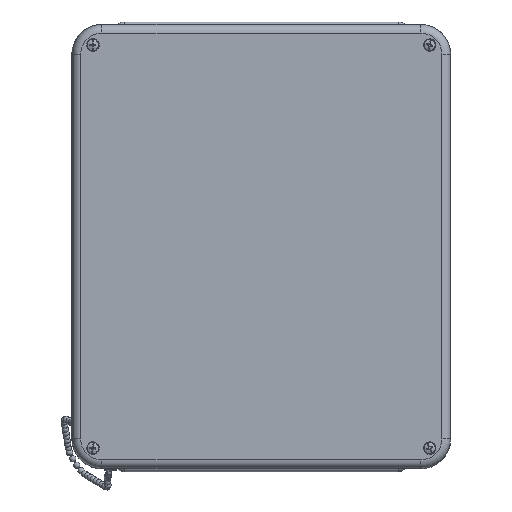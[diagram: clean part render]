
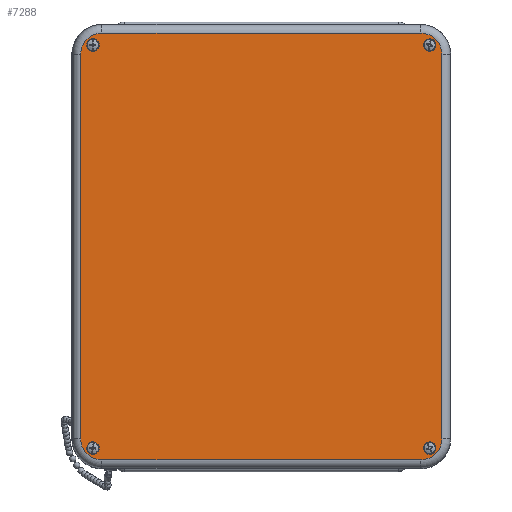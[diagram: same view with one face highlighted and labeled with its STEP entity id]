
A CAD part, top view. The second image highlights one B-rep face of the part: STEP entity #7288.
In plain terms, the highlighted planar face has unit normal (0, 0, 1).
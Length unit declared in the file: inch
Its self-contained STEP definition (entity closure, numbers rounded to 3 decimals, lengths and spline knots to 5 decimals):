
#589=LINE($,#13684,#905);
#591=LINE($,#13704,#907);
#594=LINE($,#13711,#910);
#596=LINE($,#13726,#912);
#905=VECTOR($,#9879,9.618);
#907=VECTOR($,#9903,11.598);
#910=VECTOR($,#9910,11.598);
#912=VECTOR($,#9930,9.618);
#1113=PLANE($,#8147);
#1293=FACE_BOUND($,#2447,.T.);
#1294=FACE_BOUND($,#2448,.T.);
#1295=FACE_BOUND($,#2449,.T.);
#1296=FACE_BOUND($,#2450,.T.);
#1878=FACE_OUTER_BOUND($,#2446,.T.);
#2446=EDGE_LOOP($,(#6020,#6021,#6022,#6023,#6024,#6025,#6026,#6027));
#2447=EDGE_LOOP($,(#6028));
#2448=EDGE_LOOP($,(#6029));
#2449=EDGE_LOOP($,(#6030));
#2450=EDGE_LOOP($,(#6031));
#3068=CIRCLE($,#8076,0.117);
#3070=CIRCLE($,#8079,0.117);
#3072=CIRCLE($,#8082,0.117);
#3074=CIRCLE($,#8085,0.117);
#3096=CIRCLE($,#8122,0.6375);
#3100=CIRCLE($,#8127,0.6375);
#3104=CIRCLE($,#8134,0.6375);
#3108=CIRCLE($,#8139,0.6375);
#3639=VERTEX_POINT($,#13595);
#3641=VERTEX_POINT($,#13600);
#3643=VERTEX_POINT($,#13605);
#3645=VERTEX_POINT($,#13610);
#3668=VERTEX_POINT($,#13681);
#3669=VERTEX_POINT($,#13683);
#3672=VERTEX_POINT($,#13690);
#3673=VERTEX_POINT($,#13695);
#3676=VERTEX_POINT($,#13702);
#3677=VERTEX_POINT($,#13707);
#3680=VERTEX_POINT($,#13714);
#3681=VERTEX_POINT($,#13719);
#4474=EDGE_CURVE($,#3639,#3639,#3068,.T.);
#4476=EDGE_CURVE($,#3641,#3641,#3070,.T.);
#4478=EDGE_CURVE($,#3643,#3643,#3072,.T.);
#4480=EDGE_CURVE($,#3645,#3645,#3074,.T.);
#4515=EDGE_CURVE($,#3668,#3669,#589,.T.);
#4519=EDGE_CURVE($,#3672,#3668,#3096,.T.);
#4523=EDGE_CURVE($,#3669,#3673,#3100,.T.);
#4525=EDGE_CURVE($,#3676,#3672,#591,.T.);
#4529=EDGE_CURVE($,#3673,#3677,#594,.T.);
#4531=EDGE_CURVE($,#3680,#3676,#3104,.T.);
#4535=EDGE_CURVE($,#3677,#3681,#3108,.T.);
#4537=EDGE_CURVE($,#3681,#3680,#596,.T.);
#6020=ORIENTED_EDGE($,*,*,#4515,.F.);
#6021=ORIENTED_EDGE($,*,*,#4519,.F.);
#6022=ORIENTED_EDGE($,*,*,#4525,.F.);
#6023=ORIENTED_EDGE($,*,*,#4531,.F.);
#6024=ORIENTED_EDGE($,*,*,#4537,.F.);
#6025=ORIENTED_EDGE($,*,*,#4535,.F.);
#6026=ORIENTED_EDGE($,*,*,#4529,.F.);
#6027=ORIENTED_EDGE($,*,*,#4523,.F.);
#6028=ORIENTED_EDGE($,*,*,#4474,.T.);
#6029=ORIENTED_EDGE($,*,*,#4476,.T.);
#6030=ORIENTED_EDGE($,*,*,#4478,.T.);
#6031=ORIENTED_EDGE($,*,*,#4480,.T.);
#7288=ADVANCED_FACE($,(#1878,#1293,#1294,#1295,#1296),#1113,.T.);
#8076=AXIS2_PLACEMENT_3D($,#13596,#9778,#9779);
#8079=AXIS2_PLACEMENT_3D($,#13601,#9784,#9785);
#8082=AXIS2_PLACEMENT_3D($,#13606,#9790,#9791);
#8085=AXIS2_PLACEMENT_3D($,#13611,#9796,#9797);
#8122=AXIS2_PLACEMENT_3D($,#13692,#9887,#9888);
#8127=AXIS2_PLACEMENT_3D($,#13699,#9897,#9898);
#8134=AXIS2_PLACEMENT_3D($,#13716,#9915,#9916);
#8139=AXIS2_PLACEMENT_3D($,#13723,#9925,#9926);
#8147=AXIS2_PLACEMENT_3D($,#13745,#9950,#9951);
#9778=DIRECTION('center_axis',(0.,0.,-1.));
#9779=DIRECTION('ref_axis',(1.,0.,0.));
#9784=DIRECTION('center_axis',(0.,0.,-1.));
#9785=DIRECTION('ref_axis',(1.,0.,0.));
#9790=DIRECTION('center_axis',(0.,0.,-1.));
#9791=DIRECTION('ref_axis',(1.,0.,0.));
#9796=DIRECTION('center_axis',(0.,0.,-1.));
#9797=DIRECTION('ref_axis',(1.,0.,0.));
#9879=DIRECTION($,(1.,0.,0.));
#9887=DIRECTION('center_axis',(0.,0.,-1.));
#9888=DIRECTION('ref_axis',(-0.707,0.707,0.));
#9897=DIRECTION('center_axis',(0.,0.,-1.));
#9898=DIRECTION('ref_axis',(0.707,0.707,0.));
#9903=DIRECTION($,(0.,1.,0.));
#9910=DIRECTION($,(0.,-1.,0.));
#9915=DIRECTION('center_axis',(0.,0.,-1.));
#9916=DIRECTION('ref_axis',(-0.707,-0.707,0.));
#9925=DIRECTION('center_axis',(0.,0.,-1.));
#9926=DIRECTION('ref_axis',(0.707,-0.707,0.));
#9930=DIRECTION($,(-1.,0.,0.));
#9950=DIRECTION('center_axis',(0.,0.,1.));
#9951=DIRECTION('ref_axis',(1.,0.,0.));
#13595=CARTESIAN_POINT('',(5.19513,-6.078,0.78));
#13596=CARTESIAN_POINT('Origin',(5.07813,-6.078,0.78));
#13600=CARTESIAN_POINT('',(5.19513,6.078,0.78));
#13601=CARTESIAN_POINT('Origin',(5.07813,6.078,0.78));
#13605=CARTESIAN_POINT('',(-4.96113,-6.078,0.78));
#13606=CARTESIAN_POINT('Origin',(-5.07813,-6.078,0.78));
#13610=CARTESIAN_POINT('',(-4.96113,6.078,0.78));
#13611=CARTESIAN_POINT('Origin',(-5.07813,6.078,0.78));
#13681=CARTESIAN_POINT('',(-4.809,6.4365,0.78));
#13683=CARTESIAN_POINT('',(4.809,6.4365,0.78));
#13684=CARTESIAN_POINT($,(-4.809,6.4365,0.78));
#13690=CARTESIAN_POINT('',(-5.4465,5.799,0.78));
#13692=CARTESIAN_POINT('Origin',(-4.809,5.799,0.78));
#13695=CARTESIAN_POINT('',(5.4465,5.799,0.78));
#13699=CARTESIAN_POINT('Origin',(4.809,5.799,0.78));
#13702=CARTESIAN_POINT('',(-5.4465,-5.799,0.78));
#13704=CARTESIAN_POINT($,(-5.4465,-5.799,0.78));
#13707=CARTESIAN_POINT('',(5.4465,-5.799,0.78));
#13711=CARTESIAN_POINT($,(5.4465,5.799,0.78));
#13714=CARTESIAN_POINT('',(-4.809,-6.4365,0.78));
#13716=CARTESIAN_POINT('Origin',(-4.809,-5.799,0.78));
#13719=CARTESIAN_POINT('',(4.809,-6.4365,0.78));
#13723=CARTESIAN_POINT('Origin',(4.809,-5.799,0.78));
#13726=CARTESIAN_POINT($,(4.809,-6.4365,0.78));
#13745=CARTESIAN_POINT('Origin',(0.,0.,0.78));
